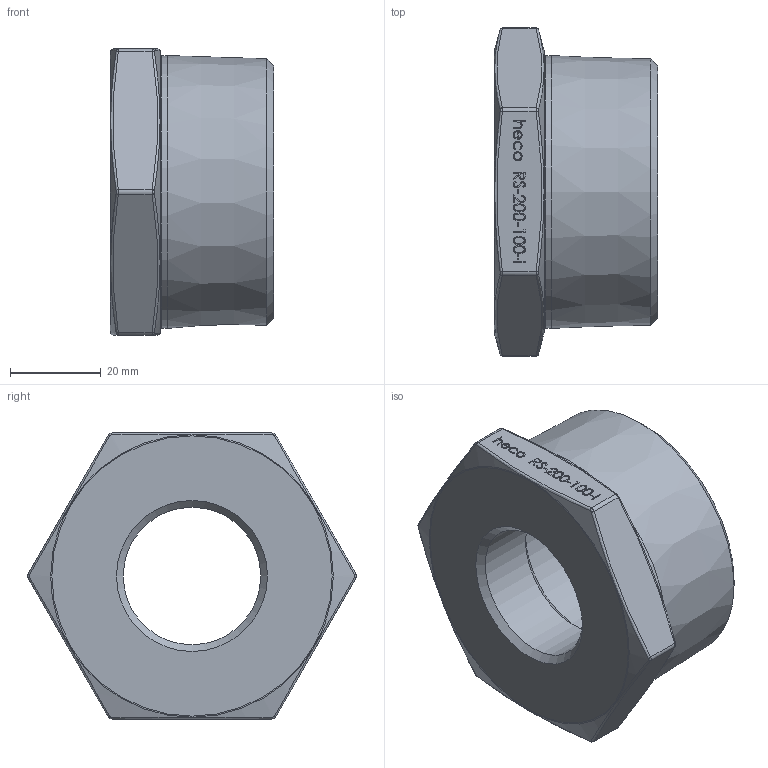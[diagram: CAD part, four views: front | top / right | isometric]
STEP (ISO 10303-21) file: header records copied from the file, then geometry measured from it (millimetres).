
FILE_DESCRIPTION (( 'STEP AP214' ), '1' );
FILE_NAME ('RS-200-100-I 2401.STEP', '2024-01-15T10:02:12', ( '' ), ( '' ), 'SwSTEP 2.0', 'SolidWorks 2019', '' );
FILE_SCHEMA (( 'AUTOMOTIVE_DESIGN' ));
Length unit declared in the file: millimetre
Products named in the file (1): RS-200-100-I 2401
Bounding box: 36 x 72.43 x 63 mm (x, y, z)
Volume: 75412.6 mm3; surface area: 15424.3 mm2
Topology: 1 solids, 1 shells, 228 faces, 573 edges, 372 vertices
Faces by surface type: bspline 121, plane 87, cylinder 9, cone 6, torus 5
Full cylindrical faces by diameter (mm): 30.291 x1, 35 x1, 60.083 x1
Entity records: 15076 total; most frequent: CARTESIAN_POINT 8659, ORIENTED_EDGE 1108, DIRECTION 569, EDGE_CURVE 554, VERTEX_POINT 367, LINE 271, VECTOR 271, EDGE_LOOP 269
